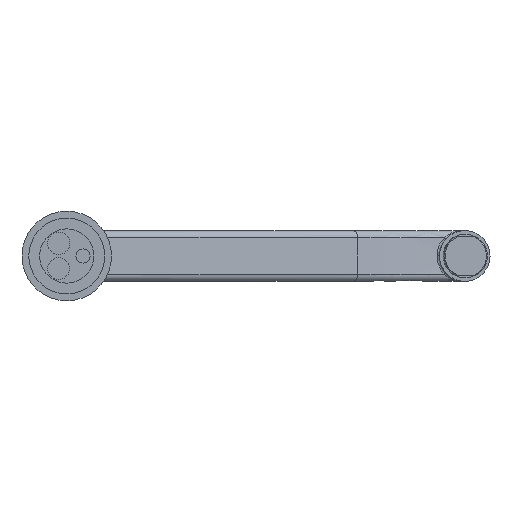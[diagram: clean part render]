
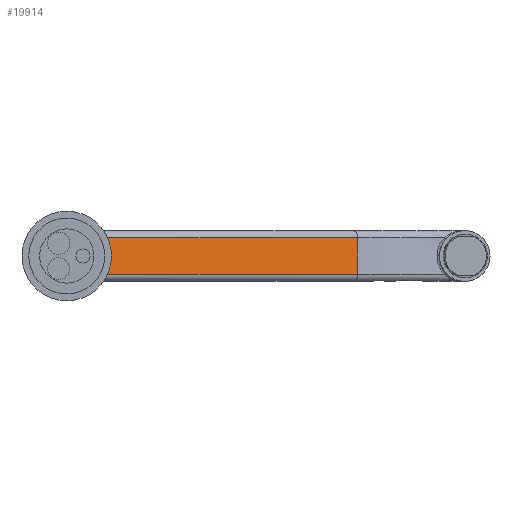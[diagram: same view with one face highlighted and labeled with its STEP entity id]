
A CAD part, front view. The second image highlights one B-rep face of the part: STEP entity #19914.
In plain terms, the highlighted planar face has unit normal (0.602, -0.799, 0).
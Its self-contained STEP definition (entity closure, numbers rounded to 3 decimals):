
#17489=CARTESIAN_POINT('',(19.274,9.711,10.));
#17490=CARTESIAN_POINT('',(19.379,9.79,9.792));
#17491=CARTESIAN_POINT('',(19.581,9.943,9.373));
#17492=CARTESIAN_POINT('',(19.863,10.155,8.742));
#17493=CARTESIAN_POINT('',(20.123,10.35,8.106));
#17494=CARTESIAN_POINT('',(20.361,10.53,7.468));
#17495=CARTESIAN_POINT('',(20.579,10.694,6.827));
#17496=CARTESIAN_POINT('',(20.775,10.842,6.183));
#17497=CARTESIAN_POINT('',(20.952,10.975,5.537));
#17498=CARTESIAN_POINT('',(21.108,11.093,4.889));
#17499=CARTESIAN_POINT('',(21.244,11.195,4.241));
#17500=CARTESIAN_POINT('',(21.36,11.283,3.59));
#17501=CARTESIAN_POINT('',(21.456,11.356,2.939));
#17502=CARTESIAN_POINT('',(21.534,11.414,2.286));
#17503=CARTESIAN_POINT('',(21.591,11.457,1.633));
#17504=CARTESIAN_POINT('',(21.63,11.486,
0.98));
#17505=CARTESIAN_POINT('',(21.649,11.501,
0.327));
#17506=CARTESIAN_POINT('',(21.649,11.501,
-0.327));
#17507=CARTESIAN_POINT('',(21.63,11.486,
-0.98));
#17508=CARTESIAN_POINT('',(21.591,11.457,
-1.633));
#17509=CARTESIAN_POINT('',(21.534,11.414,
-2.286));
#17510=CARTESIAN_POINT('',(21.456,11.356,
-2.939));
#17511=CARTESIAN_POINT('',(21.36,11.283,
-3.59));
#17512=CARTESIAN_POINT('',(21.244,11.195,
-4.24));
#17513=CARTESIAN_POINT('',(21.108,11.093,
-4.889));
#17514=CARTESIAN_POINT('',(20.952,10.975,
-5.537));
#17515=CARTESIAN_POINT('',(20.775,10.842,
-6.183));
#17516=CARTESIAN_POINT('',(20.579,10.694,
-6.827));
#17517=CARTESIAN_POINT('',(20.361,10.53,
-7.468));
#17518=CARTESIAN_POINT('',(20.123,10.35,
-8.106));
#17519=CARTESIAN_POINT('',(19.863,10.155,
-8.741));
#17520=CARTESIAN_POINT('',(19.582,9.943,
-9.373));
#17521=CARTESIAN_POINT('',(19.379,9.79,
-9.791));
#17522=CARTESIAN_POINT('',(19.274,9.711,
-10.));
#17524=DIRECTION('',(0.799,0.602,0.));
#17525=VECTOR('',#17524,177.166);
#17526=CARTESIAN_POINT('',(19.274,9.711,10.));
#17527=LINE('',#17526,#17525);
#17574=CARTESIAN_POINT('',(19.274,9.711,10.));
#17707=DIRECTION('',(0.799,0.602,0.));
#17708=VECTOR('',#17707,177.166);
#17709=CARTESIAN_POINT('',(19.274,9.711,
-10.));
#17710=LINE('',#17709,#17708);
#17976=DIRECTION('',(0.,0.,-1.));
#17977=VECTOR('',#17976,20.);
#17978=CARTESIAN_POINT('',(160.766,116.333,10.));
#17979=LINE('',#17978,#17977);
#18484=CARTESIAN_POINT('',(160.766,116.333,-10.));
#18486=VERTEX_POINT('',#18484);
#18490=CARTESIAN_POINT('',(160.766,116.333,10.));
#18491=VERTEX_POINT('',#18490);
#18571=VERTEX_POINT('',#17574);
#18573=VERTEX_POINT('',#17522);
#19900=CARTESIAN_POINT('',(0.,-4.813,10.));
#19901=DIRECTION('',(0.602,-0.799,0.));
#19902=DIRECTION('',(0.,0.,-1.));
#19903=AXIS2_PLACEMENT_3D('',#19900,#19901,#19902);
#19904=PLANE('',#19903);
#19905=ORIENTED_EDGE('',*,*,#19887,.F.);
#19907=ORIENTED_EDGE('',*,*,#19906,.T.);
#19909=ORIENTED_EDGE('',*,*,#19908,.T.);
#19911=ORIENTED_EDGE('',*,*,#19910,.F.);
#19912=EDGE_LOOP('',(#19905,#19907,#19909,#19911));
#19913=FACE_OUTER_BOUND('',#19912,.F.);
#19914=ADVANCED_FACE('',(#19913),#19904,.T.);
#17523=B_SPLINE_CURVE_WITH_KNOTS('',3,(#17489,#17490,#17491,#17492,#17493,
#17494,#17495,#17496,#17497,#17498,#17499,#17500,#17501,#17502,#17503,#17504,
#17505,#17506,#17507,#17508,#17509,#17510,#17511,#17512,#17513,#17514,#17515,
#17516,#17517,#17518,#17519,#17520,#17521,#17522),.UNSPECIFIED.,.F.,.F.,(4,1,1,
1,1,1,1,1,1,1,1,1,1,1,1,1,1,1,1,1,1,1,1,1,1,1,1,1,1,1,1,4),(0.,
0.032,0.065,0.097,0.129,
0.161,0.194,0.226,0.258,
0.29,0.323,0.355,0.387,
0.419,0.452,0.484,0.516,
0.548,0.581,0.613,0.645,
0.677,0.71,0.742,0.774,
0.806,0.839,0.871,0.903,
0.935,0.968,1.),.UNSPECIFIED.);
#19887=EDGE_CURVE('',#18571,#18573,#17523,.T.);
#19906=EDGE_CURVE('',#18571,#18491,#17527,.T.);
#19908=EDGE_CURVE('',#18491,#18486,#17979,.T.);
#19910=EDGE_CURVE('',#18573,#18486,#17710,.T.);
